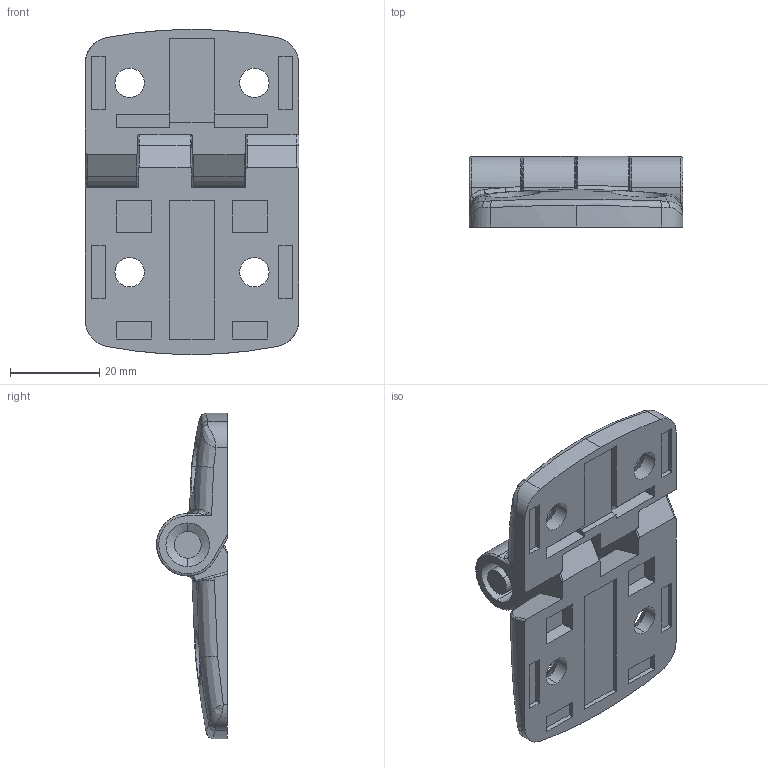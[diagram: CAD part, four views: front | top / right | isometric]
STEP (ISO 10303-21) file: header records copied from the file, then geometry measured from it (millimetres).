
FILE_DESCRIPTION (( 'STEP AP214' ), '1' );
FILE_NAME ('6228725', '2019-01-28T17:06:35', ( '' ), ('JUGARD+KÜNSTNER GmbH'), 'SwSTEP 2.0', 'SolidWorks 2017', '' );
FILE_SCHEMA (( 'AUTOMOTIVE_DESIGN' ));
Length unit declared in the file: millimetre
Products named in the file (4): 6228725; Part3; Part2; Part1
Assembly tree (3 placements, depth 2):
  6228725
    Part1
    Part2
    Part3
Bounding box: 48 x 15.9 x 73 mm (x, y, z)
Volume: 23265.4 mm3; surface area: 12754.4 mm2
Topology: 3 solids, 3 shells, 236 faces, 592 edges, 359 vertices
Faces by surface type: plane 85, bspline 79, cylinder 62, cone 10
Entity records: 12821 total; most frequent: CARTESIAN_POINT 5086, ORIENTED_EDGE 1166, DIRECTION 861, EDGE_CURVE 583, VERTEX_POINT 359, AXIS2_PLACEMENT_3D 297, VECTOR 267, LINE 267
